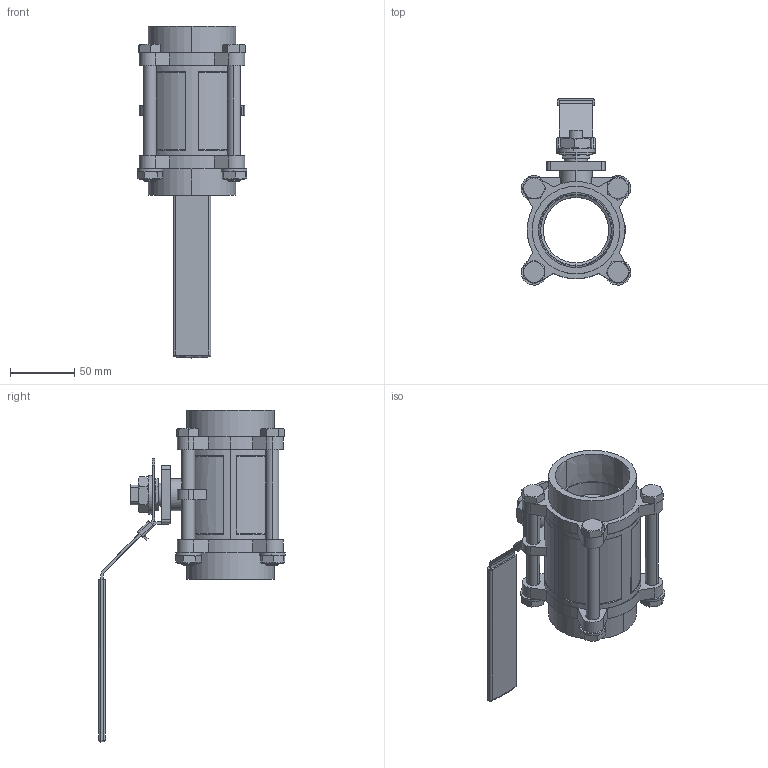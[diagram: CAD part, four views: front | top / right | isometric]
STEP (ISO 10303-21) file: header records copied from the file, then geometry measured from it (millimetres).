
FILE_DESCRIPTION (( 'STEP AP203' ), '1' );
FILE_NAME ('V-105MT-PN63-DN50.STEP', '2019-11-15T08:50:21', ( '' ), ( '' ), 'SwSTEP 2.0', 'SolidWorks 2012', '' );
FILE_SCHEMA (( 'CONFIG_CONTROL_DESIGN' ));
Length unit declared in the file: millimetre
Products named in the file (8): V-105MT-PN63-DN50; Hexagon Thin Nut ISO - 4035 - M16 - N_Hexagon Thin Nut ISO - 4035 - M16 - N; Washer ISO 7089 - 16_Washer ISO 7089 - 16; JIS B 1181 Hexagon nut - Class 3 Finished M10 --N_JIS B 1181 Hexagon nut - Class 3 Finished M10 --N; Washer ISO 7089 - 10_Washer ISO 7089 - 10; ISO 4015 - M10 x 100 x 26-C_ISO 4015 - M10 x 100 x 26-C; V-105M-HANDLE_188L; V-105MT-PN63-BODY_DN50
Assembly tree (16 placements, depth 2):
  V-105MT-PN63-DN50
    V-105MT-PN63-BODY_DN50
    V-105M-HANDLE_188L
    ISO 4015 - M10 x 100 x 26-C_ISO 4015 - M10 x 100 x 26-C  x4
    Washer ISO 7089 - 10_Washer ISO 7089 - 10  x4
    JIS B 1181 Hexagon nut - Class 3 Finished M10 --N_JIS B 1181 Hexagon nut - Class 3 Finished M10 --N  x4
    Washer ISO 7089 - 16_Washer ISO 7089 - 16
    Hexagon Thin Nut ISO - 4035 - M16 - N_Hexagon Thin Nut ISO - 4035 - M16 - N
Bounding box: 85.03 x 144.51 x 257.5 mm (x, y, z)
Volume: 355953.9 mm3; surface area: 113930.3 mm2
Topology: 16 solids, 17 shells, 637 faces, 1560 edges, 994 vertices
Faces by surface type: plane 286, cylinder 153, cone 130, bspline 65, torus 3
Entity records: 19729 total; most frequent: CARTESIAN_POINT 7264, ORIENTED_EDGE 2448, DIRECTION 2177, EDGE_CURVE 1224, VERTEX_POINT 796, AXIS2_PLACEMENT_3D 745, LINE 687, VECTOR 687
